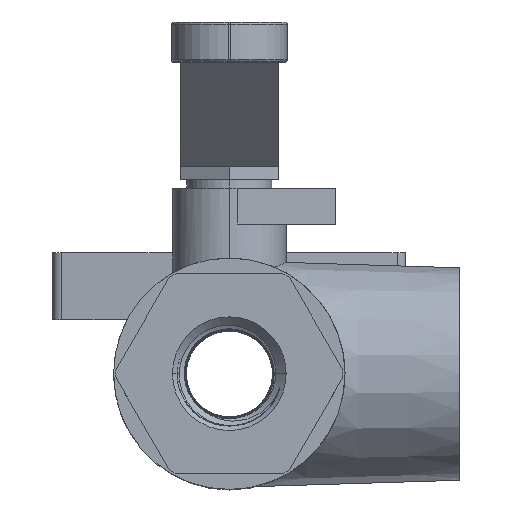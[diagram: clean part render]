
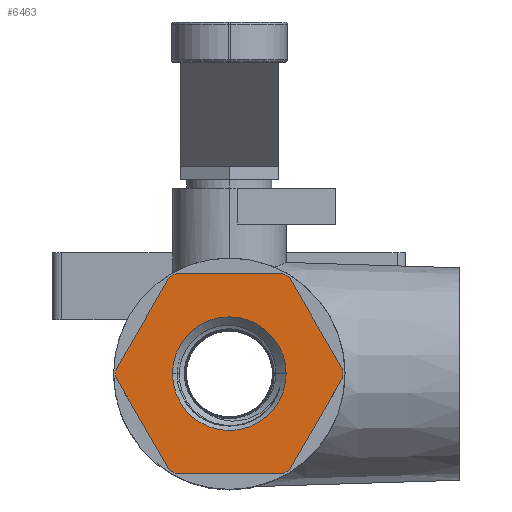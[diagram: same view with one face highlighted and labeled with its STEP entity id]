
A CAD part, top view. The second image highlights one B-rep face of the part: STEP entity #6463.
In plain terms, the highlighted planar face has unit normal (0, 0, 1).
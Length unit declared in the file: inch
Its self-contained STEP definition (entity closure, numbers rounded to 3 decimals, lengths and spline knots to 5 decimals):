
#313 = ORIENTED_EDGE ( 'NONE', *, *, #16465, .T. ) ;
#314 = ORIENTED_EDGE ( 'NONE', *, *, #16473, .T. ) ;
#317 = ORIENTED_EDGE ( 'NONE', *, *, #16474, .F. ) ;
#327 = ORIENTED_EDGE ( 'NONE', *, *, #16469, .T. ) ;
#330 = ORIENTED_EDGE ( 'NONE', *, *, #16228, .F. ) ;
#332 = ORIENTED_EDGE ( 'NONE', *, *, #16459, .F. ) ;
#346 = ORIENTED_EDGE ( 'NONE', *, *, #16466, .T. ) ;
#353 = ORIENTED_EDGE ( 'NONE', *, *, #16464, .F. ) ;
#365 = ORIENTED_EDGE ( 'NONE', *, *, #16471, .T. ) ;
#385 = ORIENTED_EDGE ( 'NONE', *, *, #16472, .F. ) ;
#395 = ORIENTED_EDGE ( 'NONE', *, *, #16468, .F. ) ;
#396 = ORIENTED_EDGE ( 'NONE', *, *, #16470, .F. ) ;
#409 = ORIENTED_EDGE ( 'NONE', *, *, #16467, .F. ) ;
#432 = ORIENTED_EDGE ( 'NONE', *, *, #16475, .T. ) ;
#541 = FACE_BOUND ( 'NONE', #14495, .T. ) ;
#579 = FACE_OUTER_BOUND ( 'NONE', #14737, .T. ) ;
#848 = CARTESIAN_POINT ( 'NONE',  ( 0., 0., 0. ) ) ;
#860 = PLANE ( 'NONE',  #7494 ) ;
#2799 = CARTESIAN_POINT ( 'NONE',  ( 0.58149, 0.02124, 0. ) ) ;
#2802 = CARTESIAN_POINT ( 'NONE',  ( 0.30914, -0.49296, 0. ) ) ;
#2830 = CARTESIAN_POINT ( 'NONE',  ( 0.58149, -0.02124, 0. ) ) ;
#2834 = CARTESIAN_POINT ( 'NONE',  ( 0.27235, -0.5142, 0. ) ) ;
#2998 = CARTESIAN_POINT ( 'NONE',  ( 0.2916, 0., 0. ) ) ;
#2999 = CARTESIAN_POINT ( 'NONE',  ( -0.2916, 0., 0. ) ) ;
#3274 = CARTESIAN_POINT ( 'NONE',  ( -0.27235, -0.5142, 0. ) ) ;
#3276 = CARTESIAN_POINT ( 'NONE',  ( -0.30914, -0.49296, 0. ) ) ;
#3278 = CARTESIAN_POINT ( 'NONE',  ( -0.58149, -0.02124, 0. ) ) ;
#3279 = CARTESIAN_POINT ( 'NONE',  ( -0.58149, 0.02124, 0. ) ) ;
#3280 = CARTESIAN_POINT ( 'NONE',  ( -0.27235, 0.5142, 0. ) ) ;
#3281 = CARTESIAN_POINT ( 'NONE',  ( 0.30914, 0.49296, 0. ) ) ;
#3291 = VERTEX_POINT ( 'NONE', #3281 ) ;
#3292 = VERTEX_POINT ( 'NONE', #3690 ) ;
#3293 = VERTEX_POINT ( 'NONE', #3280 ) ;
#3294 = VERTEX_POINT ( 'NONE', #3688 ) ;
#3295 = VERTEX_POINT ( 'NONE', #3279 ) ;
#3296 = VERTEX_POINT ( 'NONE', #3278 ) ;
#3298 = VERTEX_POINT ( 'NONE', #3276 ) ;
#3300 = VERTEX_POINT ( 'NONE', #3274 ) ;
#3445 = VERTEX_POINT ( 'NONE', #2999 ) ;
#3446 = VERTEX_POINT ( 'NONE', #2998 ) ;
#3642 = VERTEX_POINT ( 'NONE', #2802 ) ;
#3643 = VERTEX_POINT ( 'NONE', #2834 ) ;
#3644 = VERTEX_POINT ( 'NONE', #2830 ) ;
#3647 = VERTEX_POINT ( 'NONE', #2799 ) ;
#3688 = CARTESIAN_POINT ( 'NONE',  ( -0.30914, 0.49296, 0. ) ) ;
#3690 = CARTESIAN_POINT ( 'NONE',  ( 0.27235, 0.5142, 0. ) ) ;
#6463 = ADVANCED_FACE ( 'NONE', ( #541, #579 ), #860, .T. ) ;
#7494 = AXIS2_PLACEMENT_3D ( 'NONE', #848, #23417, #14749 ) ;
#7558 = AXIS2_PLACEMENT_3D ( 'NONE', #8812, #8813, #8814 ) ;
#7586 = AXIS2_PLACEMENT_3D ( 'NONE', #11145, #11148, #11149 ) ;
#7587 = AXIS2_PLACEMENT_3D ( 'NONE', #11112, #11128, #11129 ) ;
#7588 = AXIS2_PLACEMENT_3D ( 'NONE', #11143, #11151, #11152 ) ;
#7589 = AXIS2_PLACEMENT_3D ( 'NONE', #11127, #11140, #11141 ) ;
#7592 = AXIS2_PLACEMENT_3D ( 'NONE', #11153, #11156, #11157 ) ;
#7593 = AXIS2_PLACEMENT_3D ( 'NONE', #11158, #11161, #11162 ) ;
#7594 = AXIS2_PLACEMENT_3D ( 'NONE', #11163, #11166, #11167 ) ;
#7665 = LINE ( 'NONE', #11147, #7671 ) ;
#7666 = CIRCLE ( 'NONE', #7586, 0.2916 ) ;
#7668 = LINE ( 'NONE', #11131, #7766 ) ;
#7671 = VECTOR ( 'NONE', #11154, 39.37008 ) ;
#7672 = CIRCLE ( 'NONE', #7588, 0.58188 ) ;
#7673 = VECTOR ( 'NONE', #11146, 39.37008 ) ;
#7676 = CIRCLE ( 'NONE', #7589, 0.58188 ) ;
#7766 = VECTOR ( 'NONE', #11144, 39.37008 ) ;
#7767 = CIRCLE ( 'NONE', #7587, 0.58188 ) ;
#7771 = LINE ( 'NONE', #11142, #7673 ) ;
#8812 = CARTESIAN_POINT ( 'NONE',  ( 0., 0., 0. ) ) ;
#8813 = DIRECTION ( 'NONE',  ( 0., 0., 1. ) ) ;
#8814 = DIRECTION ( 'NONE',  ( 1., 0., 0. ) ) ;
#11112 = CARTESIAN_POINT ( 'NONE',  ( 0., 0., 0. ) ) ;
#11127 = CARTESIAN_POINT ( 'NONE',  ( 0., 0., 0. ) ) ;
#11128 = DIRECTION ( 'NONE',  ( 0., 0., -1. ) ) ;
#11129 = DIRECTION ( 'NONE',  ( 0., 1., 0. ) ) ;
#11131 = CARTESIAN_POINT ( 'NONE',  ( 0.29687, -0.5142, 0. ) ) ;
#11140 = DIRECTION ( 'NONE',  ( 0., 0., -1. ) ) ;
#11141 = DIRECTION ( 'NONE',  ( 0., 1., 0. ) ) ;
#11142 = CARTESIAN_POINT ( 'NONE',  ( 0.59375, 0., 0. ) ) ;
#11143 = CARTESIAN_POINT ( 'NONE',  ( 0., 0., 0. ) ) ;
#11144 = DIRECTION ( 'NONE',  ( 0.5, 0.866, 0. ) ) ;
#11145 = CARTESIAN_POINT ( 'NONE',  ( 0., 0., 0. ) ) ;
#11146 = DIRECTION ( 'NONE',  ( -0.5, 0.866, 0. ) ) ;
#11147 = CARTESIAN_POINT ( 'NONE',  ( 0.29687, 0.5142, 0. ) ) ;
#11148 = DIRECTION ( 'NONE',  ( 0., 0., 1. ) ) ;
#11149 = DIRECTION ( 'NONE',  ( 1., 0., 0. ) ) ;
#11150 = CARTESIAN_POINT ( 'NONE',  ( -0.29687, 0.5142, 0. ) ) ;
#11151 = DIRECTION ( 'NONE',  ( 0., 0., -1. ) ) ;
#11152 = DIRECTION ( 'NONE',  ( 0., 1., 0. ) ) ;
#11153 = CARTESIAN_POINT ( 'NONE',  ( 0., 0., 0. ) ) ;
#11154 = DIRECTION ( 'NONE',  ( -1., 0., 0. ) ) ;
#11155 = CARTESIAN_POINT ( 'NONE',  ( -0.59375, 0., 0. ) ) ;
#11156 = DIRECTION ( 'NONE',  ( 0., 0., -1. ) ) ;
#11157 = DIRECTION ( 'NONE',  ( 0., 1., 0. ) ) ;
#11158 = CARTESIAN_POINT ( 'NONE',  ( 0., 0., 0. ) ) ;
#11159 = DIRECTION ( 'NONE',  ( -0.5, -0.866, 0. ) ) ;
#11160 = CARTESIAN_POINT ( 'NONE',  ( -0.29687, -0.5142, 0. ) ) ;
#11161 = DIRECTION ( 'NONE',  ( 0., 0., -1. ) ) ;
#11162 = DIRECTION ( 'NONE',  ( 0., 1., 0. ) ) ;
#11163 = CARTESIAN_POINT ( 'NONE',  ( 0., 0., 0. ) ) ;
#11164 = DIRECTION ( 'NONE',  ( 0.5, -0.866, 0. ) ) ;
#11166 = DIRECTION ( 'NONE',  ( 0., 0., -1. ) ) ;
#11167 = DIRECTION ( 'NONE',  ( 0., 1., 0. ) ) ;
#11169 = DIRECTION ( 'NONE',  ( 1., 0., 0. ) ) ;
#14178 = CIRCLE ( 'NONE', #7593, 0.58188 ) ;
#14179 = LINE ( 'NONE', #11155, #14189 ) ;
#14181 = CIRCLE ( 'NONE', #7592, 0.58188 ) ;
#14182 = LINE ( 'NONE', #11150, #14197 ) ;
#14189 = VECTOR ( 'NONE', #11164, 39.37008 ) ;
#14197 = VECTOR ( 'NONE', #11159, 39.37008 ) ;
#14232 = CIRCLE ( 'NONE', #7594, 0.58188 ) ;
#14243 = VECTOR ( 'NONE', #11169, 39.37008 ) ;
#14244 = LINE ( 'NONE', #11160, #14243 ) ;
#14495 = EDGE_LOOP ( 'NONE', ( #409, #330 ) ) ;
#14737 = EDGE_LOOP ( 'NONE', ( #395, #313, #353, #346, #332, #327, #396, #365, #385, #314, #317, #432 ) ) ;
#14749 = DIRECTION ( 'NONE',  ( 0., -1., 0. ) ) ;
#16228 = EDGE_CURVE ( 'NONE', #3445, #3446, #18090, .T. ) ;
#16459 = EDGE_CURVE ( 'NONE', #3292, #3291, #7767, .T. ) ;
#16464 = EDGE_CURVE ( 'NONE', #3647, #3644, #7676, .T. ) ;
#16465 = EDGE_CURVE ( 'NONE', #3642, #3644, #7668, .T. ) ;
#16466 = EDGE_CURVE ( 'NONE', #3647, #3291, #7771, .T. ) ;
#16467 = EDGE_CURVE ( 'NONE', #3446, #3445, #7666, .T. ) ;
#16468 = EDGE_CURVE ( 'NONE', #3642, #3643, #7672, .T. ) ;
#16469 = EDGE_CURVE ( 'NONE', #3292, #3293, #7665, .T. ) ;
#16470 = EDGE_CURVE ( 'NONE', #3294, #3293, #14181, .T. ) ;
#16471 = EDGE_CURVE ( 'NONE', #3294, #3295, #14182, .T. ) ;
#16472 = EDGE_CURVE ( 'NONE', #3296, #3295, #14178, .T. ) ;
#16473 = EDGE_CURVE ( 'NONE', #3296, #3298, #14179, .T. ) ;
#16474 = EDGE_CURVE ( 'NONE', #3300, #3298, #14232, .T. ) ;
#16475 = EDGE_CURVE ( 'NONE', #3300, #3643, #14244, .T. ) ;
#18090 = CIRCLE ( 'NONE', #7558, 0.2916 ) ;
#23417 = DIRECTION ( 'NONE',  ( 0., 0., 1. ) ) ;
